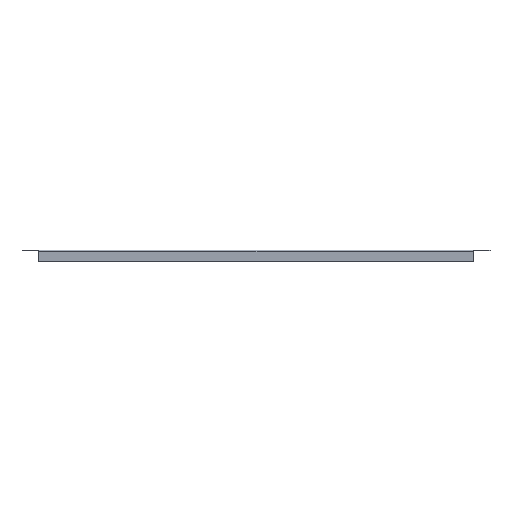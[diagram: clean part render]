
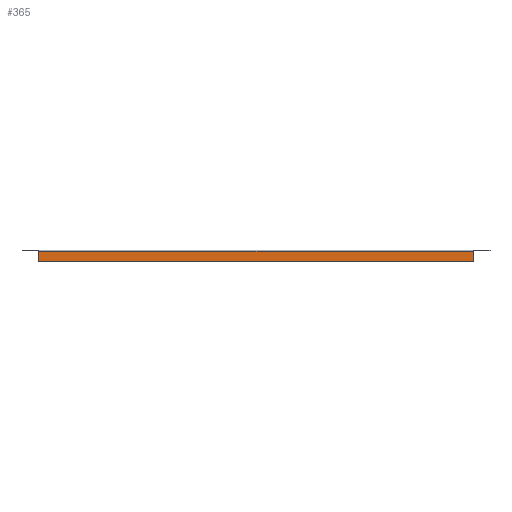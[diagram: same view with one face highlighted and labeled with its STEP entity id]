
A CAD part, front view. The second image highlights one B-rep face of the part: STEP entity #365.
In plain terms, the highlighted planar face has unit normal (0, -1, 0).
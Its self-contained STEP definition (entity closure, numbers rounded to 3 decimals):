
#85 = EDGE_LOOP ( 'NONE', ( #362, #1609, #133, #1165 ) ) ;
#133 = ORIENTED_EDGE ( 'NONE', *, *, #1646, .T. ) ;
#187 = FACE_OUTER_BOUND ( 'NONE', #85, .T. ) ;
#292 = LINE ( 'NONE', #769, #352 ) ;
#352 = VECTOR ( 'NONE', #595, 1000. ) ;
#362 = ORIENTED_EDGE ( 'NONE', *, *, #621, .F. ) ;
#363 = VERTEX_POINT ( 'NONE', #376 ) ;
#365 = ADVANCED_FACE ( 'NONE', ( #187 ), #508, .F. ) ;
#376 = CARTESIAN_POINT ( 'NONE',  ( 691., -183., -18. ) ) ;
#406 = LINE ( 'NONE', #1454, #1618 ) ;
#436 = VECTOR ( 'NONE', #1372, 1000. ) ;
#477 = EDGE_CURVE ( 'NONE', #661, #1622, #406, .T. ) ;
#508 = PLANE ( 'NONE',  #1035 ) ;
#595 = DIRECTION ( 'NONE',  ( 1., 0., 0. ) ) ;
#621 = EDGE_CURVE ( 'NONE', #661, #1247, #292, .T. ) ;
#661 = VERTEX_POINT ( 'NONE', #1638 ) ;
#759 = LINE ( 'NONE', #770, #436 ) ;
#769 = CARTESIAN_POINT ( 'NONE',  ( 691., -183., -2. ) ) ;
#770 = CARTESIAN_POINT ( 'NONE',  ( 0., -183., -18. ) ) ;
#790 = CARTESIAN_POINT ( 'NONE',  ( 0., -183., 0. ) ) ;
#953 = CARTESIAN_POINT ( 'NONE',  ( 691., -183., 0. ) ) ;
#1035 = AXIS2_PLACEMENT_3D ( 'NONE', #790, #1714, #1564 ) ;
#1061 = VECTOR ( 'NONE', #1120, 1000. ) ;
#1120 = DIRECTION ( 'NONE',  ( 0., 0., 1. ) ) ;
#1165 = ORIENTED_EDGE ( 'NONE', *, *, #1409, .T. ) ;
#1247 = VERTEX_POINT ( 'NONE', #1831 ) ;
#1372 = DIRECTION ( 'NONE',  ( 1., 0., 0. ) ) ;
#1399 = LINE ( 'NONE', #953, #1061 ) ;
#1409 = EDGE_CURVE ( 'NONE', #363, #1247, #1399, .T. ) ;
#1454 = CARTESIAN_POINT ( 'NONE',  ( 26., -183., 0. ) ) ;
#1463 = DIRECTION ( 'NONE',  ( 0., 0., -1. ) ) ;
#1499 = CARTESIAN_POINT ( 'NONE',  ( 26., -183., -18. ) ) ;
#1564 = DIRECTION ( 'NONE',  ( 0., 0., 1. ) ) ;
#1609 = ORIENTED_EDGE ( 'NONE', *, *, #477, .T. ) ;
#1618 = VECTOR ( 'NONE', #1463, 1000. ) ;
#1622 = VERTEX_POINT ( 'NONE', #1499 ) ;
#1638 = CARTESIAN_POINT ( 'NONE',  ( 26., -183., -2. ) ) ;
#1646 = EDGE_CURVE ( 'NONE', #1622, #363, #759, .T. ) ;
#1714 = DIRECTION ( 'NONE',  ( 0., 1., 0. ) ) ;
#1831 = CARTESIAN_POINT ( 'NONE',  ( 691., -183., -2. ) ) ;
